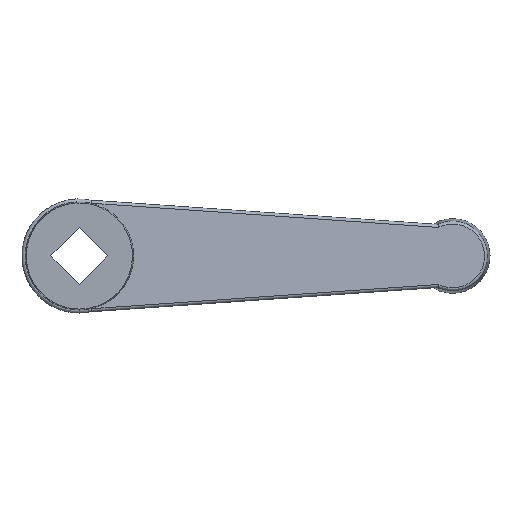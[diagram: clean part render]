
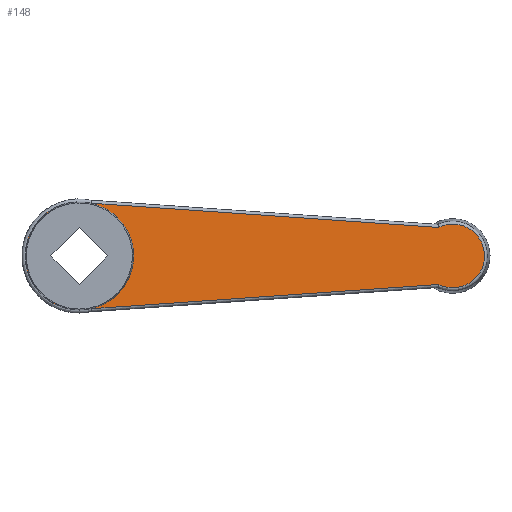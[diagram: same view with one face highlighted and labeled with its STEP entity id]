
A CAD part, front view. The second image highlights one B-rep face of the part: STEP entity #148.
In plain terms, the highlighted planar face has unit normal (0.114, -0.994, 0).
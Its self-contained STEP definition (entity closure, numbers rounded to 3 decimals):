
#137=ELLIPSE('',#611,18.95,18.826);
#138=ELLIPSE('',#612,18.883,18.759);
#139=ELLIPSE('',#613,18.95,18.826);
#140=ELLIPSE('',#614,11.142,11.069);
#148=ADVANCED_FACE('',(#260),#182,.F.);
#182=PLANE('',#615);
#221=LINE('',#815,#242);
#222=LINE('',#820,#243);
#223=LINE('',#824,#244);
#224=LINE('',#828,#245);
#242=VECTOR('',#676,1.);
#243=VECTOR('',#679,1.);
#244=VECTOR('',#682,1.);
#245=VECTOR('',#685,1.);
#260=FACE_OUTER_BOUND('',#290,.T.);
#290=EDGE_LOOP('',(#343,#344,#345,#346,#347,#348,#349,#350));
#343=ORIENTED_EDGE('',*,*,#529,.T.);
#344=ORIENTED_EDGE('',*,*,#530,.T.);
#345=ORIENTED_EDGE('',*,*,#531,.T.);
#346=ORIENTED_EDGE('',*,*,#532,.F.);
#347=ORIENTED_EDGE('',*,*,#533,.T.);
#348=ORIENTED_EDGE('',*,*,#534,.T.);
#349=ORIENTED_EDGE('',*,*,#535,.T.);
#350=ORIENTED_EDGE('',*,*,#536,.T.);
#479=VERTEX_POINT('',#816);
#480=VERTEX_POINT('',#817);
#481=VERTEX_POINT('',#819);
#482=VERTEX_POINT('',#821);
#483=VERTEX_POINT('',#823);
#484=VERTEX_POINT('',#825);
#485=VERTEX_POINT('',#827);
#486=VERTEX_POINT('',#829);
#529=EDGE_CURVE('',#479,#480,#221,.T.);
#530=EDGE_CURVE('',#480,#481,#137,.T.);
#531=EDGE_CURVE('',#481,#482,#222,.T.);
#532=EDGE_CURVE('',#483,#482,#138,.T.);
#533=EDGE_CURVE('',#483,#484,#223,.T.);
#534=EDGE_CURVE('',#484,#485,#139,.T.);
#535=EDGE_CURVE('',#485,#486,#224,.T.);
#536=EDGE_CURVE('',#486,#479,#140,.T.);
#611=AXIS2_PLACEMENT_3D('',#818,#677,#678);
#612=AXIS2_PLACEMENT_3D('',#822,#680,#681);
#613=AXIS2_PLACEMENT_3D('',#826,#683,#684);
#614=AXIS2_PLACEMENT_3D('',#830,#686,#687);
#615=AXIS2_PLACEMENT_3D('',#831,#688,#689);
#676=DIRECTION('',(-0.991,-0.114,0.069));
#677=DIRECTION('',(0.114,-0.993,0.));
#678=DIRECTION('',(-0.993,-0.114,0.));
#679=DIRECTION('',(0.,0.,-1.));
#680=DIRECTION('',(0.114,-0.993,0.));
#681=DIRECTION('',(0.993,0.114,0.));
#682=DIRECTION('',(0.,0.,-1.));
#683=DIRECTION('',(0.114,-0.993,0.));
#684=DIRECTION('',(-0.993,-0.114,0.));
#685=DIRECTION('',(0.991,0.114,0.069));
#686=DIRECTION('',(0.114,-0.993,0.));
#687=DIRECTION('',(-0.993,-0.114,0.));
#688=DIRECTION('',(-0.114,0.993,0.));
#689=DIRECTION('',(-0.993,-0.114,0.));
#815=CARTESIAN_POINT('',(139.486,68.786,17.998));
#816=CARTESIAN_POINT('',(255.151,82.066,9.936));
#817=CARTESIAN_POINT('',(134.045,68.161,18.377));
#818=CARTESIAN_POINT('',(129.957,67.691,0.));
#819=CARTESIAN_POINT('',(111.586,65.582,4.117));
#820=CARTESIAN_POINT('',(111.586,65.582,155.));
#821=CARTESIAN_POINT('',(111.586,65.582,2.697));
#822=CARTESIAN_POINT('',(130.151,67.714,0.));
#823=CARTESIAN_POINT('',(111.586,65.582,-2.697));
#824=CARTESIAN_POINT('',(111.586,65.582,155.));
#825=CARTESIAN_POINT('',(111.586,65.582,-4.117));
#826=CARTESIAN_POINT('',(129.957,67.691,0.));
#827=CARTESIAN_POINT('',(134.045,68.161,-18.377));
#828=CARTESIAN_POINT('',(160.709,71.222,-16.518));
#829=CARTESIAN_POINT('',(255.151,82.066,-9.936));
#830=CARTESIAN_POINT('',(260.03,82.626,0.));
#831=CARTESIAN_POINT('',(148.91,69.868,155.));
